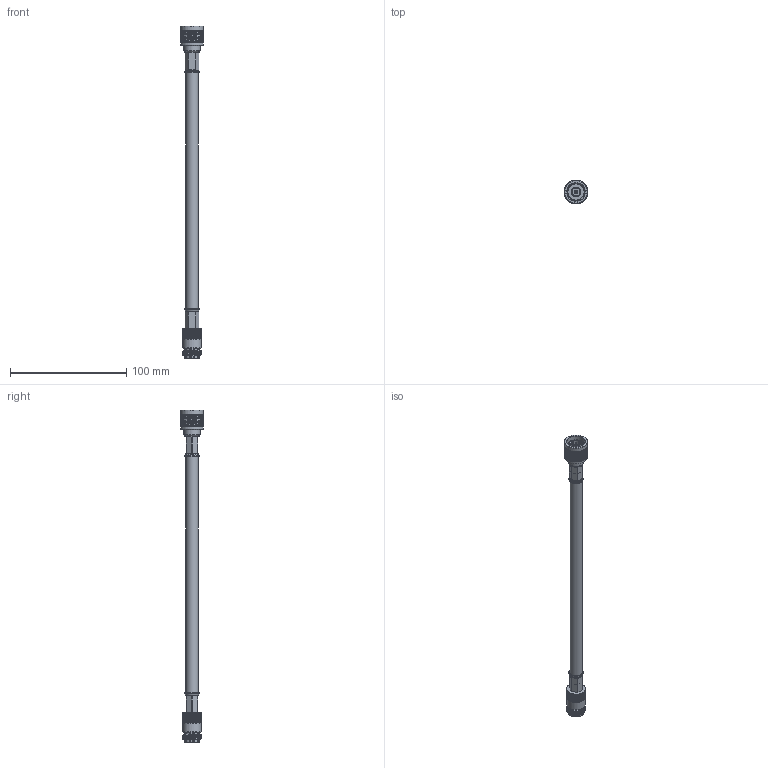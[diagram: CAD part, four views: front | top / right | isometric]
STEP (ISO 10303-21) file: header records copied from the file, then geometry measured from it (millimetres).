
FILE_DESCRIPTION (( 'STEP AP203' ), '1' );
FILE_NAME ('PE3650LF_3D.step', '2021-03-03T15:06:35', ( '' ), ( '' ), 'SwSTEP 2.0', 'SolidWorks 2020', '' );
FILE_SCHEMA (( 'CONFIG_CONTROL_DESIGN' ));
Length unit declared in the file: inch
Products named in the file (4): RG214U^PE3650LF_RG214; PE4191^PE3650LF_Crimped; PE4048^PE3650LF_Crimped; PE3650LF_3D
Assembly tree (3 placements, depth 2):
  PE3650LF_3D
    RG214U^PE3650LF_RG214
    PE4048^PE3650LF_Crimped
    PE4191^PE3650LF_Crimped
Bounding box: 20.32 x 20.32 x 285.86 mm (x, y, z)
Volume: 28700.8 mm3; surface area: 16160.7 mm2
Topology: 5 solids, 5 shells, 4293 faces, 9213 edges, 4945 vertices
Faces by surface type: bspline 3290, cylinder 886, plane 89, cone 27, torus 1
Full cylindrical faces by diameter (mm): 1.27 x1, 1.524 x1, 2.286 x1, 2.794 x1, 6.985 x2, 7.493 x1, 7.5 x1, 8.255 x1, 9.5 x2, 10.795 x1, 11.234 x2, 12.25 x2, 12.268 x1, 13.716 x2, 13.792 x1, 15.839 x1, 15.875 x5, 19.715 x2
Entity records: 169573 total; most frequent: CARTESIAN_POINT 113881, ORIENTED_EDGE 18270, EDGE_CURVE 9135, VERTEX_POINT 4917, EDGE_LOOP 4352, FACE_OUTER_BOUND 4317, ADVANCED_FACE 4288, B_SPLINE_CURVE_WITH_KNOTS 4032
